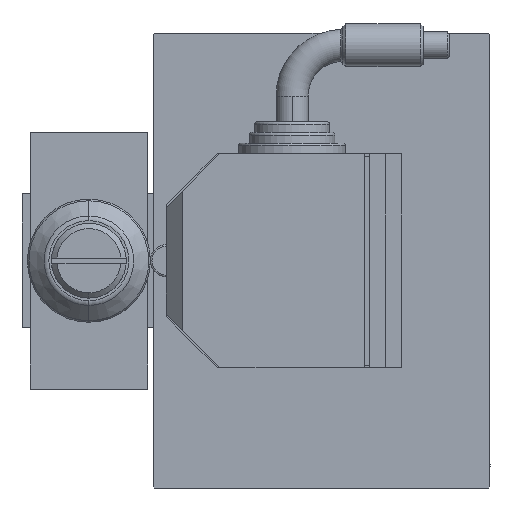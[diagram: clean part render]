
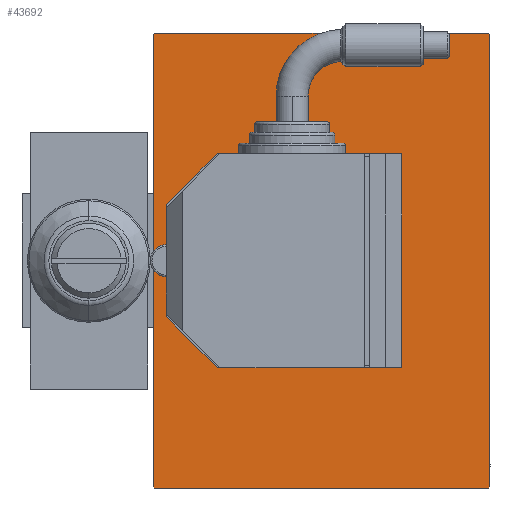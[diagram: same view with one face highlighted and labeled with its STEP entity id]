
A CAD part, left-side view. The second image highlights one B-rep face of the part: STEP entity #43692.
In plain terms, the highlighted face is planar.
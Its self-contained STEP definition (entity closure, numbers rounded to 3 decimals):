
#17 = CARTESIAN_POINT ( 'NONE',  ( 88., 31.2, 42.5 ) ) ;
#1313 = EDGE_CURVE ( 'NONE', #32507, #47984, #17946, .T. ) ;
#5248 = VERTEX_POINT ( 'NONE', #18776 ) ;
#5684 = CARTESIAN_POINT ( 'NONE',  ( 88., -31.5, 42.5 ) ) ;
#6225 = CARTESIAN_POINT ( 'NONE',  ( 88., 31.5, -42.5 ) ) ;
#7400 = DIRECTION ( 'NONE',  ( 0., 0.707, -0.707 ) ) ;
#7708 = EDGE_CURVE ( 'NONE', #19911, #31079, #17062, .T. ) ;
#9745 = LINE ( 'NONE', #6225, #33308 ) ;
#10898 = CARTESIAN_POINT ( 'NONE',  ( 88., 31.5, 42.5 ) ) ;
#11486 = ORIENTED_EDGE ( 'NONE', *, *, #7708, .T. ) ;
#11765 = EDGE_CURVE ( 'NONE', #16189, #32507, #23075, .T. ) ;
#12234 = VECTOR ( 'NONE', #38426, 1000. ) ;
#12398 = DIRECTION ( 'NONE',  ( 0., 1., 0. ) ) ;
#12432 = EDGE_CURVE ( 'NONE', #47984, #5248, #15014, .T. ) ;
#14170 = DIRECTION ( 'NONE',  ( 0., -1., 0. ) ) ;
#15014 = LINE ( 'NONE', #41481, #35567 ) ;
#16189 = VERTEX_POINT ( 'NONE', #43629 ) ;
#17062 = LINE ( 'NONE', #22535, #41477 ) ;
#17263 = CARTESIAN_POINT ( 'NONE',  ( 88., -31.2, 42.5 ) ) ;
#17457 = DIRECTION ( 'NONE',  ( 0., 0., -1. ) ) ;
#17946 = LINE ( 'NONE', #10898, #18617 ) ;
#18617 = VECTOR ( 'NONE', #14170, 1000. ) ;
#18776 = CARTESIAN_POINT ( 'NONE',  ( 88., -31.5, 42.2 ) ) ;
#19030 = EDGE_CURVE ( 'NONE', #40307, #39740, #26543, .T. ) ;
#19911 = VERTEX_POINT ( 'NONE', #44369 ) ;
#20996 = CARTESIAN_POINT ( 'NONE',  ( 88., -31.2, -42.5 ) ) ;
#21786 = LINE ( 'NONE', #5684, #48930 ) ;
#22092 = ORIENTED_EDGE ( 'NONE', *, *, #19030, .T. ) ;
#22535 = CARTESIAN_POINT ( 'NONE',  ( 88., 36.85, -36.85 ) ) ;
#22841 = DIRECTION ( 'NONE',  ( 0., -0.707, -0.707 ) ) ;
#23075 = LINE ( 'NONE', #46490, #12234 ) ;
#24295 = DIRECTION ( 'NONE',  ( 1., 0., 0. ) ) ;
#25026 = FACE_OUTER_BOUND ( 'NONE', #44138, .T. ) ;
#25117 = DIRECTION ( 'NONE',  ( 0., 0., 1. ) ) ;
#25279 = ORIENTED_EDGE ( 'NONE', *, *, #33027, .T. ) ;
#26543 = LINE ( 'NONE', #41147, #45259 ) ;
#29404 = ORIENTED_EDGE ( 'NONE', *, *, #1313, .T. ) ;
#30340 = DIRECTION ( 'NONE',  ( 0., 0.707, 0.707 ) ) ;
#30849 = ORIENTED_EDGE ( 'NONE', *, *, #47127, .T. ) ;
#31079 = VERTEX_POINT ( 'NONE', #31173 ) ;
#31173 = CARTESIAN_POINT ( 'NONE',  ( 88., 31.5, -42.2 ) ) ;
#31796 = LINE ( 'NONE', #38839, #47898 ) ;
#32507 = VERTEX_POINT ( 'NONE', #17 ) ;
#33027 = EDGE_CURVE ( 'NONE', #31079, #16189, #9745, .T. ) ;
#33079 = PLANE ( 'NONE',  #38395 ) ;
#33308 = VECTOR ( 'NONE', #25117, 1000. ) ;
#33875 = ORIENTED_EDGE ( 'NONE', *, *, #35976, .T. ) ;
#35567 = VECTOR ( 'NONE', #22841, 1000. ) ;
#35976 = EDGE_CURVE ( 'NONE', #39740, #19911, #31796, .T. ) ;
#36350 = CARTESIAN_POINT ( 'NONE',  ( 88., 0., 0. ) ) ;
#37665 = CARTESIAN_POINT ( 'NONE',  ( 88., -31.5, -42.2 ) ) ;
#38395 = AXIS2_PLACEMENT_3D ( 'NONE', #36350, #24295, #17457 ) ;
#38426 = DIRECTION ( 'NONE',  ( 0., -0.707, 0.707 ) ) ;
#38839 = CARTESIAN_POINT ( 'NONE',  ( 88., -31.5, -42.5 ) ) ;
#39740 = VERTEX_POINT ( 'NONE', #20996 ) ;
#40307 = VERTEX_POINT ( 'NONE', #37665 ) ;
#41147 = CARTESIAN_POINT ( 'NONE',  ( 88., -36.85, -36.85 ) ) ;
#41477 = VECTOR ( 'NONE', #30340, 1000. ) ;
#41481 = CARTESIAN_POINT ( 'NONE',  ( 88., -36.85, 36.85 ) ) ;
#42243 = ORIENTED_EDGE ( 'NONE', *, *, #11765, .T. ) ;
#42342 = ORIENTED_EDGE ( 'NONE', *, *, #12432, .T. ) ;
#43629 = CARTESIAN_POINT ( 'NONE',  ( 88., 31.5, 42.2 ) ) ;
#43692 = ADVANCED_FACE ( 'NONE', ( #25026 ), #33079, .T. ) ;
#44138 = EDGE_LOOP ( 'NONE', ( #33875, #11486, #25279, #42243, #29404, #42342, #30849, #22092 ) ) ;
#44369 = CARTESIAN_POINT ( 'NONE',  ( 88., 31.2, -42.5 ) ) ;
#45259 = VECTOR ( 'NONE', #7400, 1000. ) ;
#46490 = CARTESIAN_POINT ( 'NONE',  ( 88., 36.85, 36.85 ) ) ;
#47127 = EDGE_CURVE ( 'NONE', #5248, #40307, #21786, .T. ) ;
#47497 = DIRECTION ( 'NONE',  ( 0., 0., -1. ) ) ;
#47898 = VECTOR ( 'NONE', #12398, 1000. ) ;
#47984 = VERTEX_POINT ( 'NONE', #17263 ) ;
#48930 = VECTOR ( 'NONE', #47497, 1000. ) ;
